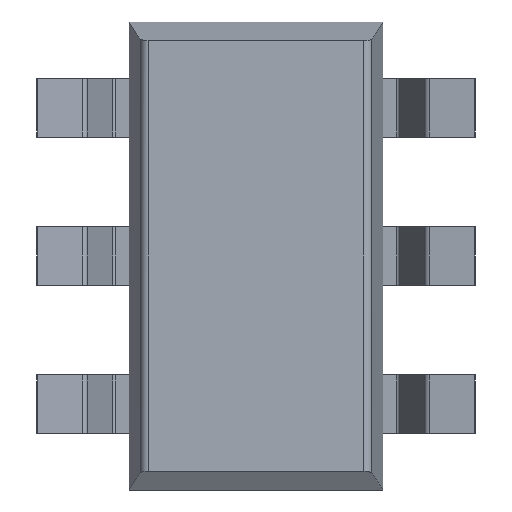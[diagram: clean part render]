
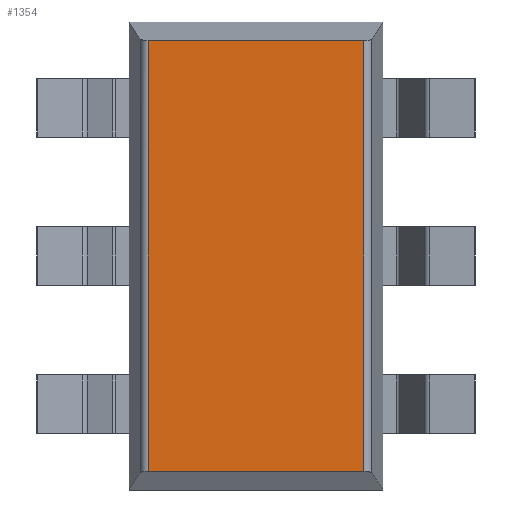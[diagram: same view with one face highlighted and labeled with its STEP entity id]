
A CAD part, front view. The second image highlights one B-rep face of the part: STEP entity #1354.
In plain terms, the highlighted planar face has unit normal (0, -1, 0).
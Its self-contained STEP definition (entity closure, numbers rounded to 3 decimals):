
#89 = VECTOR ( 'NONE', #1355, 1000. ) ;
#129 = CARTESIAN_POINT ( 'NONE',  ( -0.813, 0.008, -1.379 ) ) ;
#297 = VERTEX_POINT ( 'NONE', #2036 ) ;
#401 = CARTESIAN_POINT ( 'NONE',  ( -0.691, 0.008, 1.5 ) ) ;
#409 = DIRECTION ( 'NONE',  ( 0., 0., 1. ) ) ;
#462 = LINE ( 'NONE', #2921, #3324 ) ;
#563 = ORIENTED_EDGE ( 'NONE', *, *, #3466, .T. ) ;
#679 = LINE ( 'NONE', #1917, #1614 ) ;
#717 = DIRECTION ( 'NONE',  ( 0., 1., 0. ) ) ;
#790 = ORIENTED_EDGE ( 'NONE', *, *, #1047, .F. ) ;
#920 = EDGE_LOOP ( 'NONE', ( #563, #2480, #1848, #790 ) ) ;
#942 = AXIS2_PLACEMENT_3D ( 'NONE', #2889, #717, #409 ) ;
#1047 = EDGE_CURVE ( 'NONE', #2208, #297, #679, .T. ) ;
#1100 = FACE_OUTER_BOUND ( 'NONE', #920, .T. ) ;
#1306 = LINE ( 'NONE', #401, #1998 ) ;
#1354 = ADVANCED_FACE ( 'NONE', ( #1100 ), #3484, .F. ) ;
#1355 = DIRECTION ( 'NONE',  ( 1., 0., 0. ) ) ;
#1358 = EDGE_CURVE ( 'NONE', #2789, #2439, #2301, .T. ) ;
#1614 = VECTOR ( 'NONE', #3123, 1000. ) ;
#1630 = DIRECTION ( 'NONE',  ( 0., 0., -1. ) ) ;
#1848 = ORIENTED_EDGE ( 'NONE', *, *, #2241, .F. ) ;
#1917 = CARTESIAN_POINT ( 'NONE',  ( -0.813, 0.008, 1.379 ) ) ;
#1998 = VECTOR ( 'NONE', #1630, 1000. ) ;
#2036 = CARTESIAN_POINT ( 'NONE',  ( 0.691, 0.008, 1.379 ) ) ;
#2208 = VERTEX_POINT ( 'NONE', #3208 ) ;
#2241 = EDGE_CURVE ( 'NONE', #297, #2439, #462, .T. ) ;
#2301 = LINE ( 'NONE', #129, #89 ) ;
#2439 = VERTEX_POINT ( 'NONE', #2738 ) ;
#2480 = ORIENTED_EDGE ( 'NONE', *, *, #1358, .T. ) ;
#2738 = CARTESIAN_POINT ( 'NONE',  ( 0.691, 0.008, -1.379 ) ) ;
#2789 = VERTEX_POINT ( 'NONE', #3712 ) ;
#2882 = DIRECTION ( 'NONE',  ( 0., 0., -1. ) ) ;
#2889 = CARTESIAN_POINT ( 'NONE',  ( -0.691, 0.008, 1.5 ) ) ;
#2921 = CARTESIAN_POINT ( 'NONE',  ( 0.691, 0.008, 1.5 ) ) ;
#3123 = DIRECTION ( 'NONE',  ( 1., 0., 0. ) ) ;
#3208 = CARTESIAN_POINT ( 'NONE',  ( -0.691, 0.008, 1.379 ) ) ;
#3324 = VECTOR ( 'NONE', #2882, 1000. ) ;
#3466 = EDGE_CURVE ( 'NONE', #2208, #2789, #1306, .T. ) ;
#3484 = PLANE ( 'NONE',  #942 ) ;
#3712 = CARTESIAN_POINT ( 'NONE',  ( -0.691, 0.008, -1.379 ) ) ;
